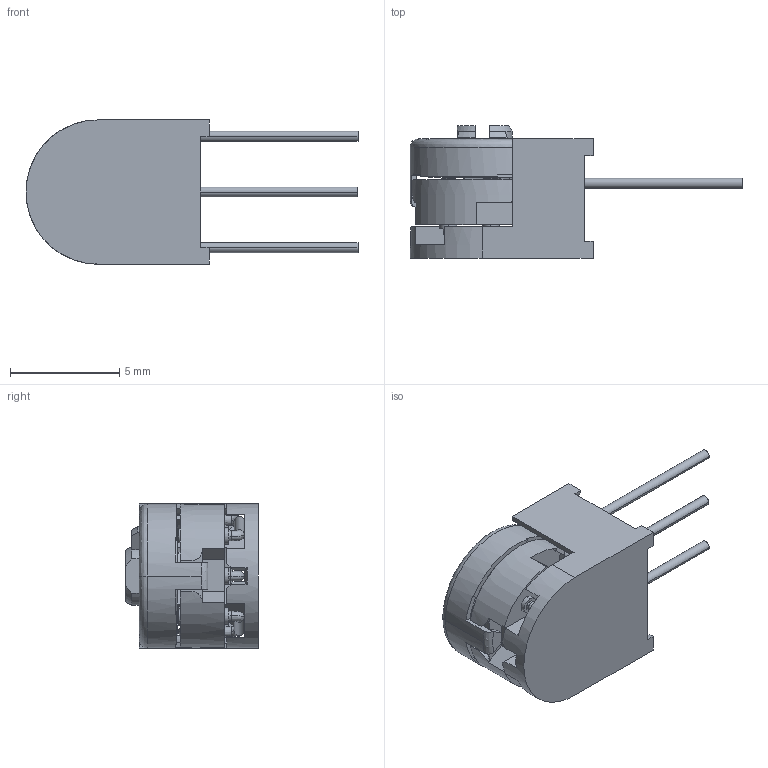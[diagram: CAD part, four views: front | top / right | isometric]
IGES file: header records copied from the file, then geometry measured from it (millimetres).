
Start section:  PTC IGES file: 3329M.igs
Global section: file name: 3329M.igs; native system: Creo Parametric by Parametric Technology Corporation; preprocessor: 2012230; author: stevec; organization: Unknown; date: 20121102.090246; units: inch
Bounding box: 15.2 x 6.07 x 6.6 mm (x, y, z)
Volume: 206.2 mm3; surface area: 686.1 mm2
Topology: 1 solids, 3 shells, 306 faces, 833 edges, 537 vertices
Faces by surface type: bspline 178, revolution 128
